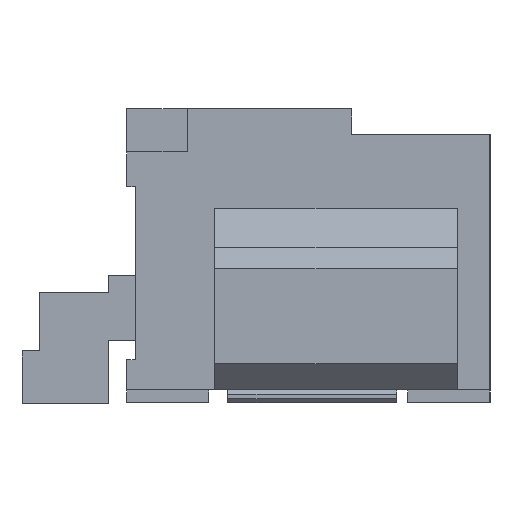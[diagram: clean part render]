
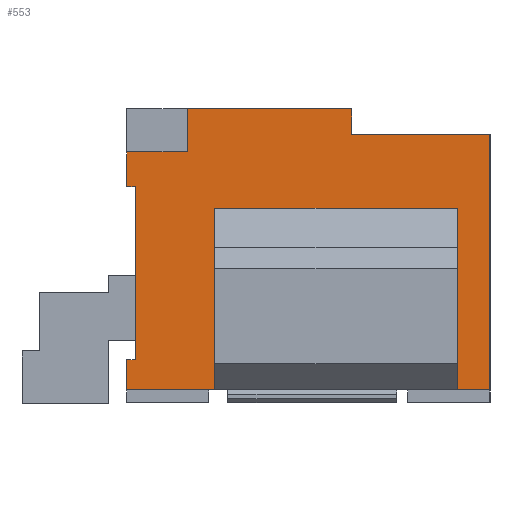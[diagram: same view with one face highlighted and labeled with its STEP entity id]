
A CAD part, left-side view. The second image highlights one B-rep face of the part: STEP entity #553.
In plain terms, the highlighted planar face has unit normal (-1, 0, 0).
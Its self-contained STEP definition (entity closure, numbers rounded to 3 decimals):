
#553 = ADVANCED_FACE( '', ( #1167 ), #1168, .T. );
#1167 = FACE_OUTER_BOUND( '', #1929, .T. );
#1168 = PLANE( '', #1930 );
#1929 = EDGE_LOOP( '', ( #2940, #2941, #2942, #2943, #2944, #2945, #2946, #2947, #2948, #2949, #2950, #2951, #2952, #2953, #2954, #2955 ) );
#1930 = AXIS2_PLACEMENT_3D( '', #2956, #2957, #2958 );
#2940 = ORIENTED_EDGE( '', *, *, #5117, .F. );
#2941 = ORIENTED_EDGE( '', *, *, #5118, .T. );
#2942 = ORIENTED_EDGE( '', *, *, #5119, .F. );
#2943 = ORIENTED_EDGE( '', *, *, #4995, .F. );
#2944 = ORIENTED_EDGE( '', *, *, #5120, .T. );
#2945 = ORIENTED_EDGE( '', *, *, #5121, .F. );
#2946 = ORIENTED_EDGE( '', *, *, #5122, .T. );
#2947 = ORIENTED_EDGE( '', *, *, #5123, .T. );
#2948 = ORIENTED_EDGE( '', *, *, #5124, .F. );
#2949 = ORIENTED_EDGE( '', *, *, #5125, .F. );
#2950 = ORIENTED_EDGE( '', *, *, #5126, .F. );
#2951 = ORIENTED_EDGE( '', *, *, #5127, .T. );
#2952 = ORIENTED_EDGE( '', *, *, #5128, .F. );
#2953 = ORIENTED_EDGE( '', *, *, #5129, .T. );
#2954 = ORIENTED_EDGE( '', *, *, #5130, .T. );
#2955 = ORIENTED_EDGE( '', *, *, #5131, .T. );
#2956 = CARTESIAN_POINT( '', ( -9.625, 0., 0. ) );
#2957 = DIRECTION( '', ( -1., 0., 0. ) );
#2958 = DIRECTION( '', ( 0., 0., 1. ) );
#4995 = EDGE_CURVE( '', #6021, #6023, #6024, .T. );
#5117 = EDGE_CURVE( '', #6229, #6230, #6231, .T. );
#5118 = EDGE_CURVE( '', #6229, #6232, #6233, .T. );
#5119 = EDGE_CURVE( '', #6023, #6232, #6234, .T. );
#5120 = EDGE_CURVE( '', #6021, #6235, #6236, .T. );
#5121 = EDGE_CURVE( '', #6237, #6235, #6238, .T. );
#5122 = EDGE_CURVE( '', #6237, #6239, #6240, .T. );
#5123 = EDGE_CURVE( '', #6239, #6241, #6242, .T. );
#5124 = EDGE_CURVE( '', #6243, #6241, #6244, .T. );
#5125 = EDGE_CURVE( '', #6245, #6243, #6246, .T. );
#5126 = EDGE_CURVE( '', #6247, #6245, #6248, .T. );
#5127 = EDGE_CURVE( '', #6247, #6249, #6250, .T. );
#5128 = EDGE_CURVE( '', #6251, #6249, #6252, .T. );
#5129 = EDGE_CURVE( '', #6251, #6253, #6254, .T. );
#5130 = EDGE_CURVE( '', #6253, #6255, #6256, .T. );
#5131 = EDGE_CURVE( '', #6255, #6230, #6257, .T. );
#6021 = VERTEX_POINT( '', #7509 );
#6023 = VERTEX_POINT( '', #7512 );
#6024 = LINE( '', #7513, #7514 );
#6229 = VERTEX_POINT( '', #7814 );
#6230 = VERTEX_POINT( '', #7815 );
#6231 = LINE( '', #7816, #7817 );
#6232 = VERTEX_POINT( '', #7818 );
#6233 = LINE( '', #7819, #7820 );
#6234 = LINE( '', #7821, #7822 );
#6235 = VERTEX_POINT( '', #7823 );
#6236 = LINE( '', #7824, #7825 );
#6237 = VERTEX_POINT( '', #7826 );
#6238 = LINE( '', #7827, #7828 );
#6239 = VERTEX_POINT( '', #7829 );
#6240 = LINE( '', #7830, #7831 );
#6241 = VERTEX_POINT( '', #7832 );
#6242 = LINE( '', #7833, #7834 );
#6243 = VERTEX_POINT( '', #7835 );
#6244 = LINE( '', #7836, #7837 );
#6245 = VERTEX_POINT( '', #7838 );
#6246 = LINE( '', #7839, #7840 );
#6247 = VERTEX_POINT( '', #7841 );
#6248 = LINE( '', #7842, #7843 );
#6249 = VERTEX_POINT( '', #7844 );
#6250 = LINE( '', #7845, #7846 );
#6251 = VERTEX_POINT( '', #7847 );
#6252 = LINE( '', #7848, #7849 );
#6253 = VERTEX_POINT( '', #7850 );
#6254 = LINE( '', #7851, #7852 );
#6255 = VERTEX_POINT( '', #7853 );
#6256 = LINE( '', #7854, #7855 );
#6257 = LINE( '', #7856, #7857 );
#7509 = CARTESIAN_POINT( '', ( -9.625, -0.5, 1.7 ) );
#7512 = CARTESIAN_POINT( '', ( -9.625, -0.5, 1.4 ) );
#7513 = CARTESIAN_POINT( '', ( -9.625, -0.5, 0. ) );
#7514 = VECTOR( '', #9373, 1000. );
#7814 = CARTESIAN_POINT( '', ( -9.625, -2.1, -1.55 ) );
#7815 = CARTESIAN_POINT( '', ( -9.625, -1.72, -1.55 ) );
#7816 = CARTESIAN_POINT( '', ( -9.625, 0., -1.55 ) );
#7817 = VECTOR( '', #9469, 1000. );
#7818 = CARTESIAN_POINT( '', ( -9.625, -2.1, 1.4 ) );
#7819 = CARTESIAN_POINT( '', ( -9.625, -2.1, -1.7 ) );
#7820 = VECTOR( '', #9470, 1000. );
#7821 = CARTESIAN_POINT( '', ( -9.625, 0., 1.4 ) );
#7822 = VECTOR( '', #9471, 1000. );
#7823 = CARTESIAN_POINT( '', ( -9.625, 1.4, 1.7 ) );
#7824 = CARTESIAN_POINT( '', ( -9.625, -2.1, 1.7 ) );
#7825 = VECTOR( '', #9472, 1000. );
#7826 = CARTESIAN_POINT( '', ( -9.625, 1.4, 1.2 ) );
#7827 = CARTESIAN_POINT( '', ( -9.625, 1.4, 1.2 ) );
#7828 = VECTOR( '', #9473, 1000. );
#7829 = CARTESIAN_POINT( '', ( -9.625, 2.1, 1.2 ) );
#7830 = CARTESIAN_POINT( '', ( -9.625, 1.4, 1.2 ) );
#7831 = VECTOR( '', #9474, 1000. );
#7832 = CARTESIAN_POINT( '', ( -9.625, 2.1, 0.8 ) );
#7833 = CARTESIAN_POINT( '', ( -9.625, 2.1, 1.7 ) );
#7834 = VECTOR( '', #9475, 1000. );
#7835 = CARTESIAN_POINT( '', ( -9.625, 2., 0.8 ) );
#7836 = CARTESIAN_POINT( '', ( -9.625, 0., 0.8 ) );
#7837 = VECTOR( '', #9476, 1000. );
#7838 = CARTESIAN_POINT( '', ( -9.625, 2., -1.2 ) );
#7839 = CARTESIAN_POINT( '', ( -9.625, 2., 0. ) );
#7840 = VECTOR( '', #9477, 1000. );
#7841 = CARTESIAN_POINT( '', ( -9.625, 2.1, -1.2 ) );
#7842 = CARTESIAN_POINT( '', ( -9.625, 0., -1.2 ) );
#7843 = VECTOR( '', #9478, 1000. );
#7844 = CARTESIAN_POINT( '', ( -9.625, 2.1, -1.55 ) );
#7845 = CARTESIAN_POINT( '', ( -9.625, 2.1, 1.7 ) );
#7846 = VECTOR( '', #9479, 1000. );
#7847 = CARTESIAN_POINT( '', ( -9.625, 1.08, -1.55 ) );
#7848 = CARTESIAN_POINT( '', ( -9.625, 0., -1.55 ) );
#7849 = VECTOR( '', #9480, 1000. );
#7850 = CARTESIAN_POINT( '', ( -9.625, 1.08, 0.55 ) );
#7851 = CARTESIAN_POINT( '', ( -9.625, 1.08, -1.7 ) );
#7852 = VECTOR( '', #9481, 1000. );
#7853 = CARTESIAN_POINT( '', ( -9.625, -1.72, 0.55 ) );
#7854 = CARTESIAN_POINT( '', ( -9.625, -1.72, 0.55 ) );
#7855 = VECTOR( '', #9482, 1000. );
#7856 = CARTESIAN_POINT( '', ( -9.625, -1.72, 0.1 ) );
#7857 = VECTOR( '', #9483, 1000. );
#9373 = DIRECTION( '', ( 0., 0., -1. ) );
#9469 = DIRECTION( '', ( 0., 1., 0. ) );
#9470 = DIRECTION( '', ( 0., 0., 1. ) );
#9471 = DIRECTION( '', ( 0., -1., 0. ) );
#9472 = DIRECTION( '', ( 0., 1., 0. ) );
#9473 = DIRECTION( '', ( 0., 0., 1. ) );
#9474 = DIRECTION( '', ( 0., 1., 0. ) );
#9475 = DIRECTION( '', ( 0., 0., -1. ) );
#9476 = DIRECTION( '', ( 0., 1., 0. ) );
#9477 = DIRECTION( '', ( 0., 0., 1. ) );
#9478 = DIRECTION( '', ( 0., -1., 0. ) );
#9479 = DIRECTION( '', ( 0., 0., -1. ) );
#9480 = DIRECTION( '', ( 0., 1., 0. ) );
#9481 = DIRECTION( '', ( 0., 0., 1. ) );
#9482 = DIRECTION( '', ( 0., -1., 0. ) );
#9483 = DIRECTION( '', ( 0., 0., -1. ) );
